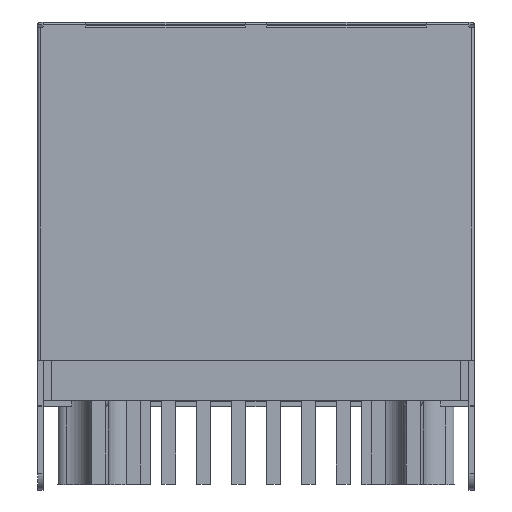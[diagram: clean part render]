
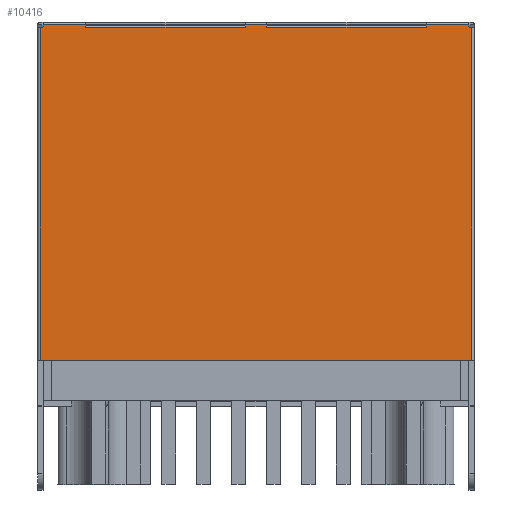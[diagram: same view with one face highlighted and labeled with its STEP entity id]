
A CAD part, top view. The second image highlights one B-rep face of the part: STEP entity #10416.
In plain terms, the highlighted planar face has unit normal (0, 0, 1).
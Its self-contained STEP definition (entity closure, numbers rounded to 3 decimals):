
#170 = EDGE_CURVE ( 'NONE', #7135, #8521, #7570, .T. ) ;
#234 = VECTOR ( 'NONE', #12027, 1000. ) ;
#264 = CARTESIAN_POINT ( 'NONE',  ( 0.393, 6.775, 10.92 ) ) ;
#325 = LINE ( 'NONE', #5618, #4411 ) ;
#346 = VERTEX_POINT ( 'NONE', #8124 ) ;
#380 = EDGE_CURVE ( 'NONE', #6685, #8395, #9770, .T. ) ;
#487 = CARTESIAN_POINT ( 'NONE',  ( 7.84, 6.975, 10.92 ) ) ;
#536 = LINE ( 'NONE', #2672, #820 ) ;
#540 = EDGE_CURVE ( 'NONE', #8395, #9942, #6668, .T. ) ;
#603 = LINE ( 'NONE', #8596, #7824 ) ;
#635 = VECTOR ( 'NONE', #1577, 1000. ) ;
#666 = ORIENTED_EDGE ( 'NONE', *, *, #9263, .F. ) ;
#820 = VECTOR ( 'NONE', #1759, 1000. ) ;
#874 = CARTESIAN_POINT ( 'NONE',  ( 6.066, -0.106, 10.92 ) ) ;
#1339 = CARTESIAN_POINT ( 'NONE',  ( -6.187, 6.775, 10.92 ) ) ;
#1484 = ORIENTED_EDGE ( 'NONE', *, *, #540, .F. ) ;
#1524 = VECTOR ( 'NONE', #10238, 1000. ) ;
#1567 = CARTESIAN_POINT ( 'NONE',  ( 0., 0., 10.92 ) ) ;
#1577 = DIRECTION ( 'NONE',  ( 0.017, -1., 0. ) ) ;
#1744 = CARTESIAN_POINT ( 'NONE',  ( -7.94, 6.875, 10.92 ) ) ;
#1759 = DIRECTION ( 'NONE',  ( 0.017, 1., 0. ) ) ;
#2033 = VERTEX_POINT ( 'NONE', #8558 ) ;
#2144 = ORIENTED_EDGE ( 'NONE', *, *, #170, .T. ) ;
#2225 = VERTEX_POINT ( 'NONE', #6845 ) ;
#2248 = LINE ( 'NONE', #11685, #5783 ) ;
#2341 = ORIENTED_EDGE ( 'NONE', *, *, #5379, .T. ) ;
#2408 = EDGE_CURVE ( 'NONE', #7581, #9942, #3762, .T. ) ;
#2672 = CARTESIAN_POINT ( 'NONE',  ( -7.859, 0.137, 10.92 ) ) ;
#2683 = ORIENTED_EDGE ( 'NONE', *, *, #9041, .T. ) ;
#2710 = CARTESIAN_POINT ( 'NONE',  ( -7.94, 6.875, 10.92 ) ) ;
#3134 = FACE_OUTER_BOUND ( 'NONE', #5197, .T. ) ;
#3166 = ORIENTED_EDGE ( 'NONE', *, *, #5994, .F. ) ;
#3214 = ORIENTED_EDGE ( 'NONE', *, *, #4269, .T. ) ;
#3379 = VECTOR ( 'NONE', #11671, 1000. ) ;
#3448 = DIRECTION ( 'NONE',  ( 0., 0., 1. ) ) ;
#3762 = LINE ( 'NONE', #487, #11262 ) ;
#4011 = DIRECTION ( 'NONE',  ( 1., 0., 0. ) ) ;
#4113 = ORIENTED_EDGE ( 'NONE', *, *, #2408, .T. ) ;
#4257 = CARTESIAN_POINT ( 'NONE',  ( 0., 6.775, 10.92 ) ) ;
#4269 = EDGE_CURVE ( 'NONE', #10827, #7581, #2248, .T. ) ;
#4356 = VERTEX_POINT ( 'NONE', #1339 ) ;
#4411 = VECTOR ( 'NONE', #7637, 1000. ) ;
#4460 = DIRECTION ( 'NONE',  ( 1., 0., 0. ) ) ;
#4532 = EDGE_CURVE ( 'NONE', #8306, #7720, #7531, .T. ) ;
#4680 = ORIENTED_EDGE ( 'NONE', *, *, #5331, .F. ) ;
#4696 = ORIENTED_EDGE ( 'NONE', *, *, #11265, .T. ) ;
#4724 = DIRECTION ( 'NONE',  ( 0., -1., 0. ) ) ;
#4988 = ORIENTED_EDGE ( 'NONE', *, *, #380, .F. ) ;
#5119 = EDGE_CURVE ( 'NONE', #4356, #7756, #5906, .T. ) ;
#5153 = DIRECTION ( 'NONE',  ( 1., 0., 0. ) ) ;
#5197 = EDGE_LOOP ( 'NONE', ( #6138, #2144, #3166, #5445, #666, #2341, #8968, #4680, #4696, #3214, #4113, #1484, #4988, #2683, #7146, #9656 ) ) ;
#5261 = PLANE ( 'NONE',  #8122 ) ;
#5331 = EDGE_CURVE ( 'NONE', #346, #8365, #10009, .T. ) ;
#5379 = EDGE_CURVE ( 'NONE', #2225, #10617, #7061, .T. ) ;
#5445 = ORIENTED_EDGE ( 'NONE', *, *, #5119, .F. ) ;
#5463 = EDGE_CURVE ( 'NONE', #7135, #8306, #325, .T. ) ;
#5486 = VECTOR ( 'NONE', #4460, 1000. ) ;
#5520 = LINE ( 'NONE', #2710, #9814 ) ;
#5559 = DIRECTION ( 'NONE',  ( -1., 0., 0. ) ) ;
#5618 = CARTESIAN_POINT ( 'NONE',  ( 0.512, 0.009, 10.92 ) ) ;
#5783 = VECTOR ( 'NONE', #4011, 1000. ) ;
#5904 = EDGE_CURVE ( 'NONE', #7720, #2033, #11376, .T. ) ;
#5906 = LINE ( 'NONE', #9793, #3379 ) ;
#5994 = EDGE_CURVE ( 'NONE', #7756, #8521, #8147, .T. ) ;
#6022 = DIRECTION ( 'NONE',  ( 0.017, -1., 0. ) ) ;
#6138 = ORIENTED_EDGE ( 'NONE', *, *, #5463, .F. ) ;
#6261 = CARTESIAN_POINT ( 'NONE',  ( 7.859, 0.137, 10.92 ) ) ;
#6447 = DIRECTION ( 'NONE',  ( -1., 0., 0. ) ) ;
#6458 = CARTESIAN_POINT ( 'NONE',  ( -0.512, 0.009, 10.92 ) ) ;
#6467 = CARTESIAN_POINT ( 'NONE',  ( -7.94, 6.875, 10.92 ) ) ;
#6535 = VECTOR ( 'NONE', #5559, 1000. ) ;
#6668 = LINE ( 'NONE', #4257, #5486 ) ;
#6685 = VERTEX_POINT ( 'NONE', #7055 ) ;
#6845 = CARTESIAN_POINT ( 'NONE',  ( -6.188, 6.875, 10.92 ) ) ;
#6860 = CARTESIAN_POINT ( 'NONE',  ( -7.743, 6.775, 10.92 ) ) ;
#7047 = DIRECTION ( 'NONE',  ( 0., 1., 0. ) ) ;
#7055 = CARTESIAN_POINT ( 'NONE',  ( 7.742, 6.875, 10.92 ) ) ;
#7061 = LINE ( 'NONE', #1744, #11896 ) ;
#7135 = VERTEX_POINT ( 'NONE', #9646 ) ;
#7146 = ORIENTED_EDGE ( 'NONE', *, *, #5904, .F. ) ;
#7347 = DIRECTION ( 'NONE',  ( -1., 0., 0. ) ) ;
#7531 = LINE ( 'NONE', #8984, #11915 ) ;
#7570 = LINE ( 'NONE', #6467, #6535 ) ;
#7581 = VERTEX_POINT ( 'NONE', #9001 ) ;
#7637 = DIRECTION ( 'NONE',  ( 0.017, -1., 0. ) ) ;
#7720 = VERTEX_POINT ( 'NONE', #8429 ) ;
#7756 = VERTEX_POINT ( 'NONE', #7780 ) ;
#7780 = CARTESIAN_POINT ( 'NONE',  ( -0.393, 6.775, 10.92 ) ) ;
#7818 = VECTOR ( 'NONE', #8210, 1000. ) ;
#7824 = VECTOR ( 'NONE', #4724, 1000. ) ;
#7861 = CARTESIAN_POINT ( 'NONE',  ( -6.066, -0.106, 10.92 ) ) ;
#7936 = CARTESIAN_POINT ( 'NONE',  ( 7.743, 6.775, 10.92 ) ) ;
#8067 = DIRECTION ( 'NONE',  ( 1., 0., 0. ) ) ;
#8122 = AXIS2_PLACEMENT_3D ( 'NONE', #1567, #3448, #5153 ) ;
#8124 = CARTESIAN_POINT ( 'NONE',  ( -7.84, 6.775, 10.92 ) ) ;
#8147 = LINE ( 'NONE', #6458, #1524 ) ;
#8170 = VECTOR ( 'NONE', #6022, 1000. ) ;
#8204 = CARTESIAN_POINT ( 'NONE',  ( -0.392, 6.875, 10.92 ) ) ;
#8210 = DIRECTION ( 'NONE',  ( 1., 0., 0. ) ) ;
#8306 = VERTEX_POINT ( 'NONE', #264 ) ;
#8365 = VERTEX_POINT ( 'NONE', #6860 ) ;
#8395 = VERTEX_POINT ( 'NONE', #7936 ) ;
#8429 = CARTESIAN_POINT ( 'NONE',  ( 6.187, 6.775, 10.92 ) ) ;
#8521 = VERTEX_POINT ( 'NONE', #8204 ) ;
#8558 = CARTESIAN_POINT ( 'NONE',  ( 6.188, 6.875, 10.92 ) ) ;
#8596 = CARTESIAN_POINT ( 'NONE',  ( -7.84, -6.975, 10.92 ) ) ;
#8618 = LINE ( 'NONE', #7861, #8170 ) ;
#8919 = CARTESIAN_POINT ( 'NONE',  ( 7.84, 6.775, 10.92 ) ) ;
#8968 = ORIENTED_EDGE ( 'NONE', *, *, #9050, .F. ) ;
#8984 = CARTESIAN_POINT ( 'NONE',  ( 0., 6.775, 10.92 ) ) ;
#9001 = CARTESIAN_POINT ( 'NONE',  ( 7.84, -5.325, 10.92 ) ) ;
#9041 = EDGE_CURVE ( 'NONE', #6685, #2033, #5520, .T. ) ;
#9050 = EDGE_CURVE ( 'NONE', #8365, #10617, #536, .T. ) ;
#9263 = EDGE_CURVE ( 'NONE', #2225, #4356, #8618, .T. ) ;
#9302 = CARTESIAN_POINT ( 'NONE',  ( -7.742, 6.875, 10.92 ) ) ;
#9640 = CARTESIAN_POINT ( 'NONE',  ( -7.84, -5.325, 10.92 ) ) ;
#9646 = CARTESIAN_POINT ( 'NONE',  ( 0.392, 6.875, 10.92 ) ) ;
#9656 = ORIENTED_EDGE ( 'NONE', *, *, #4532, .F. ) ;
#9770 = LINE ( 'NONE', #6261, #635 ) ;
#9793 = CARTESIAN_POINT ( 'NONE',  ( 0., 6.775, 10.92 ) ) ;
#9814 = VECTOR ( 'NONE', #6447, 1000. ) ;
#9942 = VERTEX_POINT ( 'NONE', #8919 ) ;
#10009 = LINE ( 'NONE', #11119, #7818 ) ;
#10238 = DIRECTION ( 'NONE',  ( 0.017, 1., 0. ) ) ;
#10416 = ADVANCED_FACE ( 'NONE', ( #3134 ), #5261, .T. ) ;
#10617 = VERTEX_POINT ( 'NONE', #9302 ) ;
#10827 = VERTEX_POINT ( 'NONE', #9640 ) ;
#11119 = CARTESIAN_POINT ( 'NONE',  ( 0., 6.775, 10.92 ) ) ;
#11262 = VECTOR ( 'NONE', #7047, 1000. ) ;
#11265 = EDGE_CURVE ( 'NONE', #346, #10827, #603, .T. ) ;
#11376 = LINE ( 'NONE', #874, #234 ) ;
#11671 = DIRECTION ( 'NONE',  ( 1., 0., 0. ) ) ;
#11685 = CARTESIAN_POINT ( 'NONE',  ( -7.94, -5.325, 10.92 ) ) ;
#11896 = VECTOR ( 'NONE', #7347, 1000. ) ;
#11915 = VECTOR ( 'NONE', #8067, 1000. ) ;
#12027 = DIRECTION ( 'NONE',  ( 0.017, 1., 0. ) ) ;
